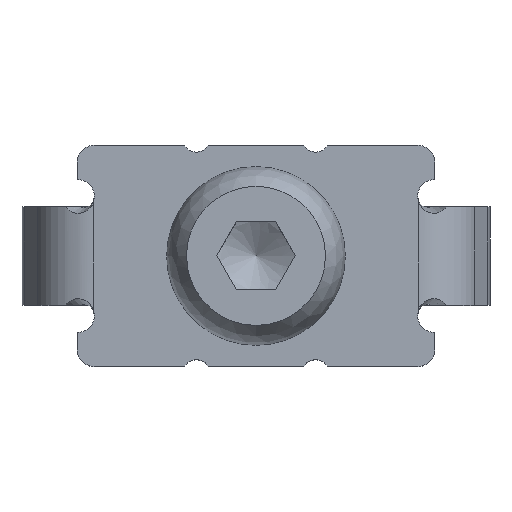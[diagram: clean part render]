
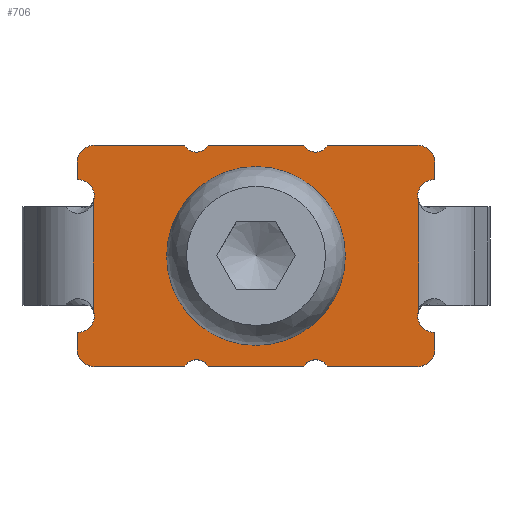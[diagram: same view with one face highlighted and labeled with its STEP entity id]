
A CAD part, top view. The second image highlights one B-rep face of the part: STEP entity #706.
In plain terms, the highlighted face is planar.
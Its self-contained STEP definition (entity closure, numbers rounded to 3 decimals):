
#706=ADVANCED_FACE('',(#910,#911),#912,.F.);
#910=FACE_OUTER_BOUND('',#1164,.T.);
#911=FACE_BOUND('',#1165,.T.);
#912=PLANE('',#1166);
#1164=EDGE_LOOP('',(#1769,#1770,#1771,#1772,#1773,#1774,#1775,#1776,#1777,#1778,#1779,#1780,#1781,#1782,#1783,#1784,#1785,#1786,#1787,#1788,#1789,#1790,#1791,#1792,#1793,#1794,#1795,#1796));
#1165=EDGE_LOOP('',(#1797));
#1166=AXIS2_PLACEMENT_3D('',#1798,#1799,#1800);
#1769=ORIENTED_EDGE('',*,*,#2416,.F.);
#1770=ORIENTED_EDGE('',*,*,#2422,.T.);
#1771=ORIENTED_EDGE('',*,*,#2470,.F.);
#1772=ORIENTED_EDGE('',*,*,#2471,.F.);
#1773=ORIENTED_EDGE('',*,*,#2472,.F.);
#1774=ORIENTED_EDGE('',*,*,#2473,.T.);
#1775=ORIENTED_EDGE('',*,*,#2474,.F.);
#1776=ORIENTED_EDGE('',*,*,#2462,.T.);
#1777=ORIENTED_EDGE('',*,*,#2475,.F.);
#1778=ORIENTED_EDGE('',*,*,#2476,.F.);
#1779=ORIENTED_EDGE('',*,*,#2477,.F.);
#1780=ORIENTED_EDGE('',*,*,#2417,.T.);
#1781=ORIENTED_EDGE('',*,*,#2278,.F.);
#1782=ORIENTED_EDGE('',*,*,#2285,.F.);
#1783=ORIENTED_EDGE('',*,*,#2289,.F.);
#1784=ORIENTED_EDGE('',*,*,#2478,.T.);
#1785=ORIENTED_EDGE('',*,*,#2479,.F.);
#1786=ORIENTED_EDGE('',*,*,#2480,.F.);
#1787=ORIENTED_EDGE('',*,*,#2481,.F.);
#1788=ORIENTED_EDGE('',*,*,#2468,.T.);
#1789=ORIENTED_EDGE('',*,*,#2305,.F.);
#1790=ORIENTED_EDGE('',*,*,#2482,.T.);
#1791=ORIENTED_EDGE('',*,*,#2465,.F.);
#1792=ORIENTED_EDGE('',*,*,#2483,.F.);
#1793=ORIENTED_EDGE('',*,*,#2484,.F.);
#1794=ORIENTED_EDGE('',*,*,#2419,.T.);
#1795=ORIENTED_EDGE('',*,*,#2405,.F.);
#1796=ORIENTED_EDGE('',*,*,#2410,.T.);
#1797=ORIENTED_EDGE('',*,*,#2485,.F.);
#1798=CARTESIAN_POINT('',(3.4,-9.55,0.0));
#1799=DIRECTION('',(0.0,0.0,1.0));
#1800=DIRECTION('',(1.0,0.0,0.0));
#2278=EDGE_CURVE('',#2604,#2606,#2607,.T.);
#2285=EDGE_CURVE('',#2617,#2604,#2619,.T.);
#2289=EDGE_CURVE('',#2623,#2617,#2625,.T.);
#2305=EDGE_CURVE('',#2655,#2656,#2657,.T.);
#2405=EDGE_CURVE('',#2842,#2844,#2845,.T.);
#2410=EDGE_CURVE('',#2842,#2851,#2853,.T.);
#2416=EDGE_CURVE('',#2860,#2851,#2862,.T.);
#2417=EDGE_CURVE('',#2863,#2606,#2864,.T.);
#2419=EDGE_CURVE('',#2866,#2844,#2867,.T.);
#2422=EDGE_CURVE('',#2860,#2869,#2871,.T.);
#2462=EDGE_CURVE('',#2933,#2934,#2935,.T.);
#2465=EDGE_CURVE('',#2938,#2939,#2940,.T.);
#2468=EDGE_CURVE('',#2943,#2656,#2944,.T.);
#2470=EDGE_CURVE('',#2946,#2869,#2947,.T.);
#2471=EDGE_CURVE('',#2948,#2946,#2949,.T.);
#2472=EDGE_CURVE('',#2950,#2948,#2951,.T.);
#2473=EDGE_CURVE('',#2950,#2952,#2953,.T.);
#2474=EDGE_CURVE('',#2933,#2952,#2954,.T.);
#2475=EDGE_CURVE('',#2955,#2934,#2956,.T.);
#2476=EDGE_CURVE('',#2957,#2955,#2958,.T.);
#2477=EDGE_CURVE('',#2863,#2957,#2959,.T.);
#2478=EDGE_CURVE('',#2623,#2960,#2961,.T.);
#2479=EDGE_CURVE('',#2962,#2960,#2963,.T.);
#2480=EDGE_CURVE('',#2964,#2962,#2965,.T.);
#2481=EDGE_CURVE('',#2943,#2964,#2966,.T.);
#2482=EDGE_CURVE('',#2655,#2939,#2967,.T.);
#2483=EDGE_CURVE('',#2968,#2938,#2969,.T.);
#2484=EDGE_CURVE('',#2866,#2968,#2970,.T.);
#2485=EDGE_CURVE('',#2971,#2971,#2972,.T.);
#2604=VERTEX_POINT('',#3237);
#2606=VERTEX_POINT('',#3263);
#2607=ELLIPSE('',#3264,1.029,1.014);
#2617=VERTEX_POINT('',#3276);
#2619=LINE('',#3296,#3297);
#2623=VERTEX_POINT('',#3309);
#2625=ELLIPSE('',#3312,1.029,1.014);
#2655=VERTEX_POINT('',#3351);
#2656=VERTEX_POINT('',#3352);
#2657=LINE('',#3353,#3354);
#2842=VERTEX_POINT('',#3636);
#2844=VERTEX_POINT('',#3662);
#2845=ELLIPSE('',#3663,1.029,1.014);
#2851=VERTEX_POINT('',#3671);
#2853=LINE('',#3691,#3692);
#2860=VERTEX_POINT('',#3719);
#2862=ELLIPSE('',#3722,1.029,1.014);
#2863=VERTEX_POINT('',#3723);
#2864=CIRCLE('',#3724,1.0);
#2866=VERTEX_POINT('',#3727);
#2867=CIRCLE('',#3728,1.0);
#2869=VERTEX_POINT('',#3731);
#2871=CIRCLE('',#3734,1.0);
#2933=VERTEX_POINT('',#3833);
#2934=VERTEX_POINT('',#3834);
#2935=CIRCLE('',#3835,0.8);
#2938=VERTEX_POINT('',#3840);
#2939=VERTEX_POINT('',#3841);
#2940=LINE('',#3842,#3843);
#2943=VERTEX_POINT('',#3848);
#2944=CIRCLE('',#3849,0.8);
#2946=VERTEX_POINT('',#3852);
#2947=LINE('',#3853,#3854);
#2948=VERTEX_POINT('',#3855);
#2949=CIRCLE('',#3856,1.0);
#2950=VERTEX_POINT('',#3857);
#2951=LINE('',#3858,#3859);
#2952=VERTEX_POINT('',#3860);
#2953=CIRCLE('',#3861,0.8);
#2954=LINE('',#3862,#3863);
#2955=VERTEX_POINT('',#3864);
#2956=LINE('',#3865,#3866);
#2957=VERTEX_POINT('',#3867);
#2958=CIRCLE('',#3868,1.0);
#2959=LINE('',#3869,#3870);
#2960=VERTEX_POINT('',#3871);
#2961=CIRCLE('',#3872,1.0);
#2962=VERTEX_POINT('',#3873);
#2963=LINE('',#3874,#3875);
#2964=VERTEX_POINT('',#3876);
#2965=CIRCLE('',#3877,1.0);
#2966=LINE('',#3878,#3879);
#2967=CIRCLE('',#3880,0.8);
#2968=VERTEX_POINT('',#3881);
#2969=CIRCLE('',#3882,1.0);
#2970=LINE('',#3883,#3884);
#2971=VERTEX_POINT('',#3885);
#2972=CIRCLE('',#3886,3.25);
#3237=CARTESIAN_POINT('',(-3.188,9.55,0.));
#3263=CARTESIAN_POINT('',(-3.5,9.5,0.0));
#3264=AXIS2_PLACEMENT_3D('',#4062,#4063,#4064);
#3276=CARTESIAN_POINT('',(3.188,9.55,0.));
#3296=CARTESIAN_POINT('',(3.4,9.55,0.0));
#3297=VECTOR('',#4076,1.0);
#3309=CARTESIAN_POINT('',(3.5,9.5,0.0));
#3312=AXIS2_PLACEMENT_3D('',#4081,#4082,#4083);
#3351=CARTESIAN_POINT('',(6.5,-2.807,0.0));
#3352=CARTESIAN_POINT('',(6.5,2.807,0.0));
#3353=CARTESIAN_POINT('',(6.5,-2.807,0.0));
#3354=VECTOR('',#4111,1.0);
#3636=CARTESIAN_POINT('',(3.188,-9.55,0.));
#3662=CARTESIAN_POINT('',(3.5,-9.5,0.0));
#3663=AXIS2_PLACEMENT_3D('',#4252,#4253,#4254);
#3671=CARTESIAN_POINT('',(-3.188,-9.55,0.));
#3691=CARTESIAN_POINT('',(3.4,-9.55,0.));
#3692=VECTOR('',#4260,1.0);
#3719=CARTESIAN_POINT('',(-3.5,-9.5,0.));
#3722=AXIS2_PLACEMENT_3D('',#4266,#4267,#4268);
#3723=CARTESIAN_POINT('',(-4.5,10.5,0.0));
#3724=AXIS2_PLACEMENT_3D('',#4269,#4270,#4271);
#3727=CARTESIAN_POINT('',(4.5,-10.5,0.0));
#3728=AXIS2_PLACEMENT_3D('',#4273,#4274,#4275);
#3731=CARTESIAN_POINT('',(-4.5,-10.5,0.0));
#3734=AXIS2_PLACEMENT_3D('',#4278,#4279,#4280);
#3833=CARTESIAN_POINT('',(-6.5,2.807,0.0));
#3834=CARTESIAN_POINT('',(-6.5,4.193,0.0));
#3835=AXIS2_PLACEMENT_3D('',#4324,#4325,#4326);
#3840=CARTESIAN_POINT('',(6.5,-9.5,0.0));
#3841=CARTESIAN_POINT('',(6.5,-4.193,0.0));
#3842=CARTESIAN_POINT('',(6.5,-9.5,0.0));
#3843=VECTOR('',#4329,1.0);
#3848=CARTESIAN_POINT('',(6.5,4.193,0.0));
#3849=AXIS2_PLACEMENT_3D('',#4332,#4333,#4334);
#3852=CARTESIAN_POINT('',(-5.5,-10.5,0.0));
#3853=CARTESIAN_POINT('',(-5.5,-10.5,0.0));
#3854=VECTOR('',#4336,1.0);
#3855=CARTESIAN_POINT('',(-6.5,-9.5,0.0));
#3856=AXIS2_PLACEMENT_3D('',#4337,#4338,#4339);
#3857=CARTESIAN_POINT('',(-6.5,-4.193,0.0));
#3858=CARTESIAN_POINT('',(-6.5,-4.193,0.0));
#3859=VECTOR('',#4340,1.0);
#3860=CARTESIAN_POINT('',(-6.5,-2.807,0.0));
#3861=AXIS2_PLACEMENT_3D('',#4341,#4342,#4343);
#3862=CARTESIAN_POINT('',(-6.5,2.807,0.0));
#3863=VECTOR('',#4344,1.0);
#3864=CARTESIAN_POINT('',(-6.5,9.5,0.0));
#3865=CARTESIAN_POINT('',(-6.5,9.5,0.0));
#3866=VECTOR('',#4345,1.0);
#3867=CARTESIAN_POINT('',(-5.5,10.5,0.0));
#3868=AXIS2_PLACEMENT_3D('',#4346,#4347,#4348);
#3869=CARTESIAN_POINT('',(-3.2,10.5,0.0));
#3870=VECTOR('',#4349,1.0);
#3871=CARTESIAN_POINT('',(4.5,10.5,0.0));
#3872=AXIS2_PLACEMENT_3D('',#4350,#4351,#4352);
#3873=CARTESIAN_POINT('',(5.5,10.5,0.0));
#3874=CARTESIAN_POINT('',(5.5,10.5,0.0));
#3875=VECTOR('',#4353,1.0);
#3876=CARTESIAN_POINT('',(6.5,9.5,0.0));
#3877=AXIS2_PLACEMENT_3D('',#4354,#4355,#4356);
#3878=CARTESIAN_POINT('',(6.5,4.193,0.0));
#3879=VECTOR('',#4357,1.0);
#3880=AXIS2_PLACEMENT_3D('',#4358,#4359,#4360);
#3881=CARTESIAN_POINT('',(5.5,-10.5,0.0));
#3882=AXIS2_PLACEMENT_3D('',#4361,#4362,#4363);
#3883=CARTESIAN_POINT('',(3.2,-10.5,0.0));
#3884=VECTOR('',#4364,1.0);
#3885=CARTESIAN_POINT('',(-3.25,0.0,0.0));
#3886=AXIS2_PLACEMENT_3D('',#4365,#4366,#4367);
#4062=CARTESIAN_POINT('',(-3.5,10.529,0.0));
#4063=DIRECTION('',(0.0,0.0,-1.0));
#4064=DIRECTION('',(0.0,1.0,0.0));
#4076=DIRECTION('',(-1.0,0.0,0.0));
#4081=CARTESIAN_POINT('',(3.5,10.529,0.0));
#4082=DIRECTION('',(0.0,0.0,-1.0));
#4083=DIRECTION('',(0.0,1.0,0.0));
#4111=DIRECTION('',(0.0,1.0,0.0));
#4252=CARTESIAN_POINT('',(3.5,-10.529,0.0));
#4253=DIRECTION('',(0.0,0.0,-1.0));
#4254=DIRECTION('',(0.0,-1.0,0.0));
#4260=DIRECTION('',(-1.0,0.0,0.0));
#4266=CARTESIAN_POINT('',(-3.5,-10.529,0.0));
#4267=DIRECTION('',(0.0,0.0,-1.0));
#4268=DIRECTION('',(0.0,-1.0,0.0));
#4269=CARTESIAN_POINT('',(-3.5,10.5,0.0));
#4270=DIRECTION('',(0.0,0.0,1.0));
#4271=DIRECTION('',(1.0,0.0,0.0));
#4273=CARTESIAN_POINT('',(3.5,-10.5,0.0));
#4274=DIRECTION('',(0.0,0.0,1.0));
#4275=DIRECTION('',(1.0,0.0,0.0));
#4278=CARTESIAN_POINT('',(-3.5,-10.5,0.0));
#4279=DIRECTION('',(0.0,0.0,1.0));
#4280=DIRECTION('',(1.0,0.0,0.0));
#4324=CARTESIAN_POINT('',(-6.9,3.5,0.0));
#4325=DIRECTION('',(0.0,0.0,1.0));
#4326=DIRECTION('',(1.0,0.0,0.0));
#4329=DIRECTION('',(0.0,1.0,0.0));
#4332=CARTESIAN_POINT('',(6.9,3.5,0.0));
#4333=DIRECTION('',(0.0,0.0,1.0));
#4334=DIRECTION('',(1.0,0.0,0.0));
#4336=DIRECTION('',(1.0,0.0,0.0));
#4337=CARTESIAN_POINT('',(-5.5,-9.5,0.0));
#4338=DIRECTION('',(0.0,0.0,1.0));
#4339=DIRECTION('',(1.0,0.0,0.0));
#4340=DIRECTION('',(0.0,-1.0,0.0));
#4341=CARTESIAN_POINT('',(-6.9,-3.5,0.0));
#4342=DIRECTION('',(0.0,0.0,1.0));
#4343=DIRECTION('',(1.0,0.0,0.0));
#4344=DIRECTION('',(0.0,-1.0,0.0));
#4345=DIRECTION('',(0.0,-1.0,0.0));
#4346=CARTESIAN_POINT('',(-5.5,9.5,0.0));
#4347=DIRECTION('',(0.0,0.0,1.0));
#4348=DIRECTION('',(1.0,0.0,0.0));
#4349=DIRECTION('',(-1.0,0.0,0.0));
#4350=CARTESIAN_POINT('',(3.5,10.5,0.0));
#4351=DIRECTION('',(0.0,0.0,1.0));
#4352=DIRECTION('',(1.0,0.0,0.0));
#4353=DIRECTION('',(-1.0,0.0,0.0));
#4354=CARTESIAN_POINT('',(5.5,9.5,0.0));
#4355=DIRECTION('',(0.0,0.0,1.0));
#4356=DIRECTION('',(1.0,0.0,0.0));
#4357=DIRECTION('',(0.0,1.0,0.0));
#4358=CARTESIAN_POINT('',(6.9,-3.5,0.0));
#4359=DIRECTION('',(0.0,0.0,1.0));
#4360=DIRECTION('',(1.0,0.0,0.0));
#4361=CARTESIAN_POINT('',(5.5,-9.5,0.0));
#4362=DIRECTION('',(0.0,0.0,1.0));
#4363=DIRECTION('',(1.0,0.0,0.0));
#4364=DIRECTION('',(1.0,0.0,0.0));
#4365=CARTESIAN_POINT('',(0.0,0.0,0.0));
#4366=DIRECTION('',(0.0,0.0,-1.0));
#4367=DIRECTION('',(-1.0,0.0,0.0));
